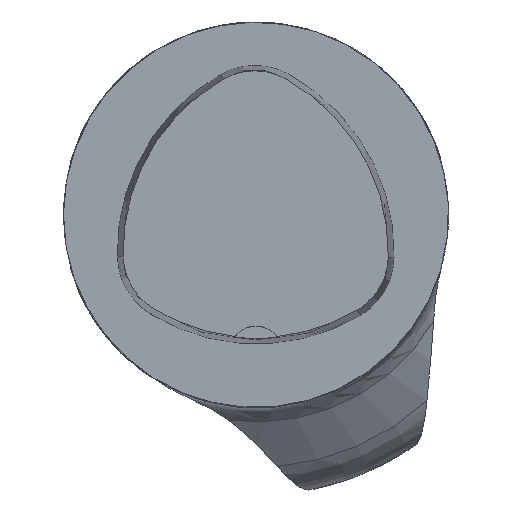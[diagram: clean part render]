
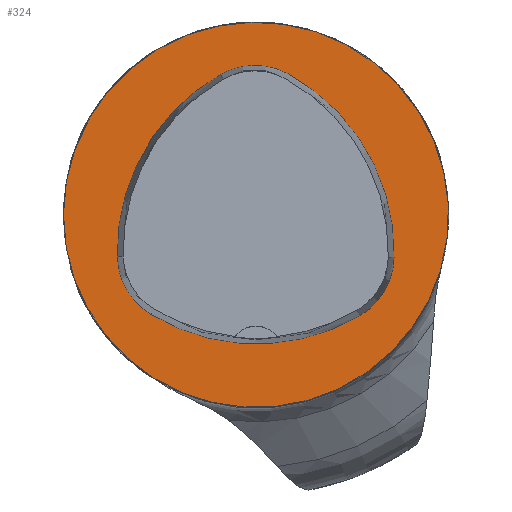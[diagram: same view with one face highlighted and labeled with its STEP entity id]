
A CAD part, top view. The second image highlights one B-rep face of the part: STEP entity #324.
In plain terms, the highlighted planar face has unit normal (0, 0, 1).
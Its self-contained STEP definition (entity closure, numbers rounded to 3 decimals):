
#158=PLANE('',#1448);
#177=FACE_BOUND('',#493,.T.);
#178=FACE_BOUND('',#494,.T.);
#222=CIRCLE('',#1350,50.);
#249=CIRCLE('',#1442,18.);
#250=CIRCLE('',#1443,53.);
#251=CIRCLE('',#1444,18.);
#252=CIRCLE('',#1445,53.);
#253=CIRCLE('',#1446,18.);
#254=CIRCLE('',#1447,53.);
#324=ADVANCED_FACE('',(#177,#178),#158,.T.);
#493=EDGE_LOOP('',(#803,#804,#805,#806,#807,#808));
#494=EDGE_LOOP('',(#809));
#803=ORIENTED_EDGE('',*,*,#1123,.T.);
#804=ORIENTED_EDGE('',*,*,#1124,.T.);
#805=ORIENTED_EDGE('',*,*,#1125,.T.);
#806=ORIENTED_EDGE('',*,*,#1126,.T.);
#807=ORIENTED_EDGE('',*,*,#1127,.T.);
#808=ORIENTED_EDGE('',*,*,#1128,.T.);
#809=ORIENTED_EDGE('',*,*,#1014,.F.);
#898=VERTEX_POINT('',#1946);
#966=VERTEX_POINT('',#2279);
#967=VERTEX_POINT('',#2280);
#968=VERTEX_POINT('',#2282);
#969=VERTEX_POINT('',#2284);
#970=VERTEX_POINT('',#2286);
#971=VERTEX_POINT('',#2288);
#1014=EDGE_CURVE('',#898,#898,#222,.T.);
#1123=EDGE_CURVE('',#966,#967,#249,.T.);
#1124=EDGE_CURVE('',#967,#968,#250,.T.);
#1125=EDGE_CURVE('',#968,#969,#251,.T.);
#1126=EDGE_CURVE('',#969,#970,#252,.T.);
#1127=EDGE_CURVE('',#970,#971,#253,.T.);
#1128=EDGE_CURVE('',#971,#966,#254,.T.);
#1350=AXIS2_PLACEMENT_3D('',#1945,#1533,#1534);
#1442=AXIS2_PLACEMENT_3D('',#2278,#1765,#1766);
#1443=AXIS2_PLACEMENT_3D('',#2281,#1767,#1768);
#1444=AXIS2_PLACEMENT_3D('',#2283,#1769,#1770);
#1445=AXIS2_PLACEMENT_3D('',#2285,#1771,#1772);
#1446=AXIS2_PLACEMENT_3D('',#2287,#1773,#1774);
#1447=AXIS2_PLACEMENT_3D('',#2289,#1775,#1776);
#1448=AXIS2_PLACEMENT_3D('',#2290,#1777,#1778);
#1533=DIRECTION('',(0.,0.,-1.));
#1534=DIRECTION('',(-1.,0.,0.));
#1765=DIRECTION('',(0.,0.,-1.));
#1766=DIRECTION('',(-1.,0.,0.));
#1767=DIRECTION('',(0.,0.,-1.));
#1768=DIRECTION('',(-1.,0.,0.));
#1769=DIRECTION('',(0.,0.,-1.));
#1770=DIRECTION('',(-1.,0.,0.));
#1771=DIRECTION('',(0.,0.,-1.));
#1772=DIRECTION('',(-1.,0.,0.));
#1773=DIRECTION('',(0.,0.,-1.));
#1774=DIRECTION('',(-1.,0.,0.));
#1775=DIRECTION('',(0.,0.,-1.));
#1776=DIRECTION('',(-1.,0.,0.));
#1777=DIRECTION('',(0.,0.,1.));
#1778=DIRECTION('',(1.,0.,0.));
#1945=CARTESIAN_POINT('',(0.,0.,0.));
#1946=CARTESIAN_POINT('',(-50.,0.,0.));
#2278=CARTESIAN_POINT('',(-18.013,-10.4,0.));
#2279=CARTESIAN_POINT('',(-27.358,-25.784,0.));
#2280=CARTESIAN_POINT('',(-36.009,-10.801,0.));
#2281=CARTESIAN_POINT('',(16.978,-9.621,0.));
#2282=CARTESIAN_POINT('',(-9.238,36.441,0.));
#2283=CARTESIAN_POINT('',(-0.334,20.797,0.));
#2284=CARTESIAN_POINT('',(8.312,36.585,0.));
#2285=CARTESIAN_POINT('',(-17.147,-9.9,0.));
#2286=CARTESIAN_POINT('',(35.839,-11.094,0.));
#2287=CARTESIAN_POINT('',(17.844,-10.688,0.));
#2288=CARTESIAN_POINT('',(26.94,-26.221,0.));
#2289=CARTESIAN_POINT('',(0.157,19.514,0.));
#2290=CARTESIAN_POINT('',(0.,0.,0.));
